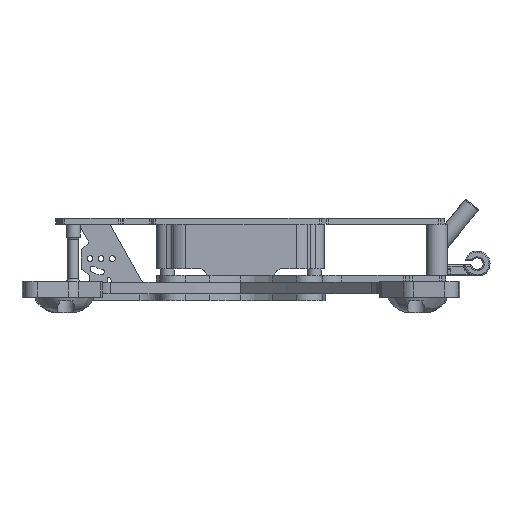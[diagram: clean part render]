
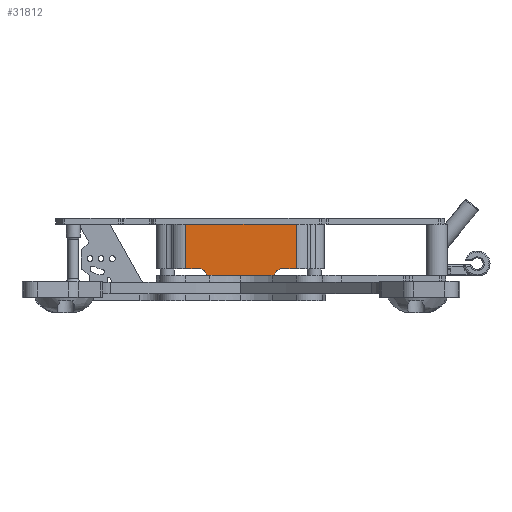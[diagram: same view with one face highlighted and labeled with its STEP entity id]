
A CAD part, front view. The second image highlights one B-rep face of the part: STEP entity #31812.
In plain terms, the highlighted planar face has unit normal (0, -1, 0).
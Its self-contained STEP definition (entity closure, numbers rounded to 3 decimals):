
#1588=PLANE('',#34960);
#3050=FACE_OUTER_BOUND('',#5104,.T.);
#5104=EDGE_LOOP('',(#27450,#27451,#27452,#27453,#27454,#27455,#27456,#27457));
#7715=LINE('',#54127,#10386);
#7723=LINE('',#54166,#10394);
#7734=LINE('',#54211,#10405);
#7735=LINE('',#54215,#10406);
#7748=LINE('',#54254,#10419);
#7749=LINE('',#54256,#10420);
#10386=VECTOR('',#43044,10.);
#10394=VECTOR('',#43082,10.);
#10405=VECTOR('',#43133,10.);
#10406=VECTOR('',#43136,10.);
#10419=VECTOR('',#43185,10.);
#10420=VECTOR('',#43188,10.);
#12196=CIRCLE('',#34935,3.496);
#12202=CIRCLE('',#34947,3.496);
#14909=VERTEX_POINT('',#54124);
#14910=VERTEX_POINT('',#54126);
#14925=VERTEX_POINT('',#54163);
#14926=VERTEX_POINT('',#54165);
#14940=VERTEX_POINT('',#54202);
#14941=VERTEX_POINT('',#54213);
#14942=VERTEX_POINT('',#54214);
#14949=VERTEX_POINT('',#54231);
#19154=EDGE_CURVE('',#14910,#14909,#7715,.T.);
#19174=EDGE_CURVE('',#14925,#14926,#7723,.T.);
#19194=EDGE_CURVE('',#14909,#14940,#12196,.T.);
#19197=EDGE_CURVE('',#14910,#14925,#7734,.T.);
#19198=EDGE_CURVE('',#14941,#14942,#7735,.T.);
#19207=EDGE_CURVE('',#14949,#14941,#12202,.T.);
#19218=EDGE_CURVE('',#14949,#14940,#7748,.T.);
#19219=EDGE_CURVE('',#14942,#14926,#7749,.T.);
#27450=ORIENTED_EDGE('',*,*,#19194,.T.);
#27451=ORIENTED_EDGE('',*,*,#19218,.F.);
#27452=ORIENTED_EDGE('',*,*,#19207,.T.);
#27453=ORIENTED_EDGE('',*,*,#19198,.T.);
#27454=ORIENTED_EDGE('',*,*,#19219,.T.);
#27455=ORIENTED_EDGE('',*,*,#19174,.F.);
#27456=ORIENTED_EDGE('',*,*,#19197,.F.);
#27457=ORIENTED_EDGE('',*,*,#19154,.T.);
#31812=ADVANCED_FACE('',(#3050),#1588,.T.);
#34935=AXIS2_PLACEMENT_3D('',#54204,#43121,#43122);
#34947=AXIS2_PLACEMENT_3D('',#54232,#43152,#43153);
#34960=AXIS2_PLACEMENT_3D('',#54257,#43189,#43190);
#43044=DIRECTION('',(1.,0.,0.));
#43082=DIRECTION('',(1.,0.,0.));
#43121=DIRECTION('center_axis',(0.,1.,0.));
#43122=DIRECTION('ref_axis',(0.,0.,1.));
#43133=DIRECTION('',(0.,0.,1.));
#43136=DIRECTION('',(1.,0.,0.));
#43152=DIRECTION('center_axis',(0.,1.,0.));
#43153=DIRECTION('ref_axis',(0.,0.,-1.));
#43185=DIRECTION('',(-1.,0.,0.));
#43188=DIRECTION('',(0.,0.,1.));
#43189=DIRECTION('center_axis',(0.,-1.,0.));
#43190=DIRECTION('ref_axis',(1.,0.,0.));
#54124=CARTESIAN_POINT('',(63.969,79.826,15.936));
#54126=CARTESIAN_POINT('',(58.472,79.826,15.936));
#54127=CARTESIAN_POINT('',(51.075,79.826,15.936));
#54163=CARTESIAN_POINT('',(58.472,79.826,35.));
#54165=CARTESIAN_POINT('',(106.118,79.826,35.));
#54166=CARTESIAN_POINT('',(70.384,79.826,35.));
#54202=CARTESIAN_POINT('',(67.42,79.826,13.));
#54204=CARTESIAN_POINT('Origin',(63.969,79.826,12.44));
#54211=CARTESIAN_POINT('',(58.472,79.826,13.));
#54213=CARTESIAN_POINT('',(100.258,79.826,15.936));
#54214=CARTESIAN_POINT('',(106.118,79.826,15.936));
#54215=CARTESIAN_POINT('',(79.365,79.826,15.936));
#54231=CARTESIAN_POINT('',(96.808,79.826,13.));
#54232=CARTESIAN_POINT('Origin',(100.258,79.826,12.44));
#54254=CARTESIAN_POINT('',(106.118,79.826,13.));
#54256=CARTESIAN_POINT('',(106.118,79.826,13.));
#54257=CARTESIAN_POINT('Origin',(58.472,79.826,13.));
